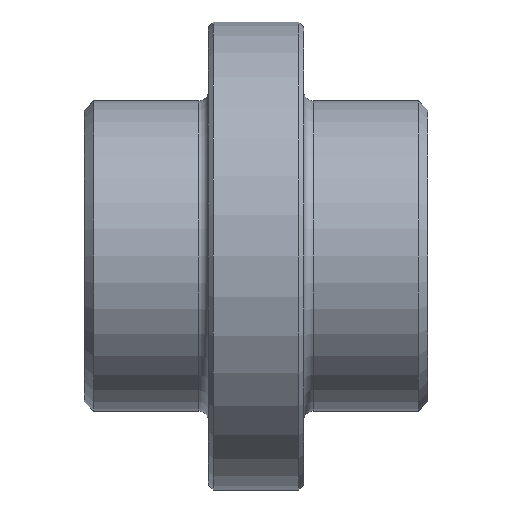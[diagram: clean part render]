
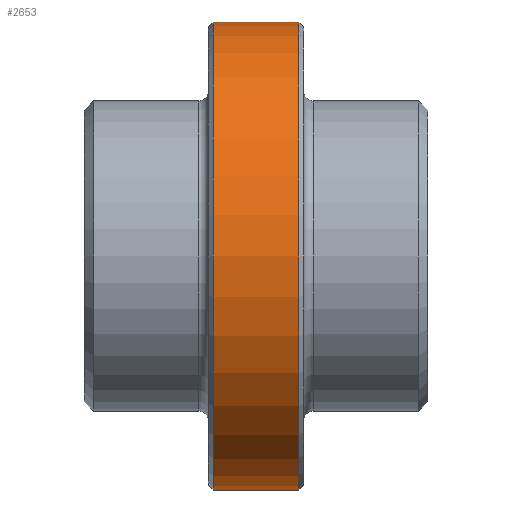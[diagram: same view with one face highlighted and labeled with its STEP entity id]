
A CAD part, front view. The second image highlights one B-rep face of the part: STEP entity #2653.
In plain terms, the highlighted cylindrical face has radius 49 mm (diameter 98 mm), a full revolution.
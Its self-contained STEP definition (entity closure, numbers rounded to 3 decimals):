
#445=FACE_BOUND('',#878,.T.);
#609=FACE_OUTER_BOUND('',#877,.T.);
#877=EDGE_LOOP('',(#2158));
#878=EDGE_LOOP('',(#2159));
#1071=CIRCLE('',#2932,49.);
#1103=CIRCLE('',#2989,49.);
#1289=VERTEX_POINT('',#8754);
#1313=VERTEX_POINT('',#8835);
#1576=EDGE_CURVE('',#1289,#1289,#1071,.T.);
#1608=EDGE_CURVE('',#1313,#1313,#1103,.T.);
#2158=ORIENTED_EDGE('',*,*,#1576,.F.);
#2159=ORIENTED_EDGE('',*,*,#1608,.F.);
#2323=CYLINDRICAL_SURFACE('',#2990,49.);
#2653=ADVANCED_FACE('',(#609,#445),#2323,.T.);
#2932=AXIS2_PLACEMENT_3D('',#8755,#3576,#3577);
#2989=AXIS2_PLACEMENT_3D('',#8836,#3690,#3691);
#2990=AXIS2_PLACEMENT_3D('',#8837,#3692,#3693);
#3576=DIRECTION('center_axis',(1.,0.,0.));
#3577=DIRECTION('ref_axis',(0.,-1.,0.));
#3690=DIRECTION('center_axis',(-1.,0.,0.));
#3691=DIRECTION('ref_axis',(0.,-1.,0.));
#3692=DIRECTION('center_axis',(1.,0.,0.));
#3693=DIRECTION('ref_axis',(0.,1.,0.));
#8754=CARTESIAN_POINT('',(9.,49.,0.));
#8755=CARTESIAN_POINT('Origin',(9.,0.,0.));
#8835=CARTESIAN_POINT('',(-9.,49.,0.));
#8836=CARTESIAN_POINT('Origin',(-9.,0.,
0.));
#8837=CARTESIAN_POINT('Origin',(-5.,0.,
0.));
